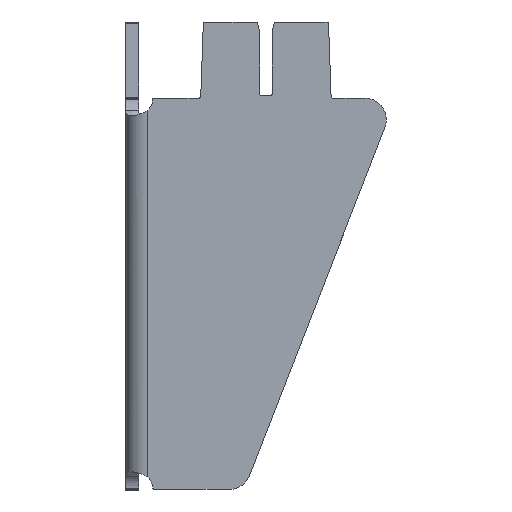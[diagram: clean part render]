
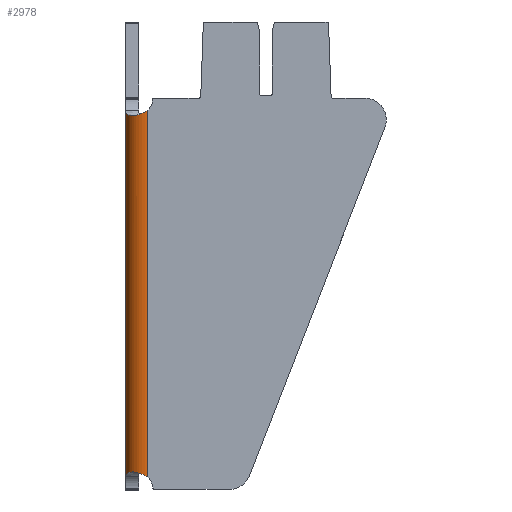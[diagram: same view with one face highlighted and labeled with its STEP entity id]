
A CAD part, top view. The second image highlights one B-rep face of the part: STEP entity #2978.
In plain terms, the highlighted cylindrical face has radius 5 mm (diameter 10 mm), a partial arc.
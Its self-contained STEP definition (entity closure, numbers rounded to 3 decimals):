
#67 = CARTESIAN_POINT ( 'NONE',  ( 42.749, 57.094, -5. ) ) ;
#80 = EDGE_LOOP ( 'NONE', ( #1648, #3348, #2524, #2413 ) ) ;
#195 = EDGE_CURVE ( 'NONE', #3500, #3603, #1998, .T. ) ;
#357 = DIRECTION ( 'NONE',  ( 0., -1., 0. ) ) ;
#546 = VECTOR ( 'NONE', #3285, 1000. ) ;
#592 = CARTESIAN_POINT ( 'NONE',  ( 46.425, 56.436, -0.134 ) ) ;
#651 = EDGE_CURVE ( 'NONE', #3603, #1815, #1460, .T. ) ;
#728 = VERTEX_POINT ( 'NONE', #67 ) ;
#881 = CARTESIAN_POINT ( 'NONE',  ( 44.698, -25.966, -0.985 ) ) ;
#1128 = CARTESIAN_POINT ( 'NONE',  ( 45.209, 56.06, -0.643 ) ) ;
#1184 = CARTESIAN_POINT ( 'NONE',  ( 46.456, -26.436, -0.127 ) ) ;
#1394 = CARTESIAN_POINT ( 'NONE',  ( 42.875, 56.436, -3.707 ) ) ;
#1411 = CARTESIAN_POINT ( 'NONE',  ( 42.749, -27.094, -5. ) ) ;
#1433 = DIRECTION ( 'NONE',  ( 0., 0., 1. ) ) ;
#1460 = B_SPLINE_CURVE_WITH_KNOTS ( 'NONE', 3,
 ( #1737, #3057, #1184, #2001, #881, #2554, #1972, #2803, #1693, #1411 ),
 .UNSPECIFIED., .F., .F.,
 ( 4, 2, 2, 2, 4 ),
 ( 0., 0.25, 0.5, 0.75, 1. ),
 .UNSPECIFIED. ) ;
#1469 = LINE ( 'NONE', #2417, #546 ) ;
#1471 = CARTESIAN_POINT ( 'NONE',  ( 42.749, -27.094, -5. ) ) ;
#1537 = EDGE_CURVE ( 'NONE', #728, #1815, #1469, .T. ) ;
#1648 = ORIENTED_EDGE ( 'NONE', *, *, #195, .F. ) ;
#1693 = CARTESIAN_POINT ( 'NONE',  ( 42.749, -26.718, -4.336 ) ) ;
#1696 = CARTESIAN_POINT ( 'NONE',  ( 42.749, 57.094, -5. ) ) ;
#1719 = FACE_OUTER_BOUND ( 'NONE', #80, .T. ) ;
#1737 = CARTESIAN_POINT ( 'NONE',  ( 47.749, -27.094, 0. ) ) ;
#1815 = VERTEX_POINT ( 'NONE', #1471 ) ;
#1874 = CARTESIAN_POINT ( 'NONE',  ( 44.655, 55.966, -1.018 ) ) ;
#1972 = CARTESIAN_POINT ( 'NONE',  ( 43.392, -26.06, -2.46 ) ) ;
#1998 = LINE ( 'NONE', #2815, #3208 ) ;
#2001 = CARTESIAN_POINT ( 'NONE',  ( 45.253, -26.06, -0.619 ) ) ;
#2263 = B_SPLINE_CURVE_WITH_KNOTS ( 'NONE', 3,
 ( #1696, #2791, #1394, #2625, #2610, #1874, #1128, #592, #3250, #2700 ),
 .UNSPECIFIED., .F., .F.,
 ( 4, 2, 2, 2, 4 ),
 ( 0., 0.25, 0.5, 0.75, 1. ),
 .UNSPECIFIED. ) ;
#2275 = CARTESIAN_POINT ( 'NONE',  ( 47.749, -69.421, -5. ) ) ;
#2413 = ORIENTED_EDGE ( 'NONE', *, *, #651, .F. ) ;
#2417 = CARTESIAN_POINT ( 'NONE',  ( 42.749, 75.308, -5. ) ) ;
#2524 = ORIENTED_EDGE ( 'NONE', *, *, #1537, .T. ) ;
#2554 = CARTESIAN_POINT ( 'NONE',  ( 43.767, -25.966, -1.906 ) ) ;
#2610 = CARTESIAN_POINT ( 'NONE',  ( 43.734, 55.966, -1.949 ) ) ;
#2625 = CARTESIAN_POINT ( 'NONE',  ( 43.368, 56.06, -2.504 ) ) ;
#2700 = CARTESIAN_POINT ( 'NONE',  ( 47.749, 57.094, 0. ) ) ;
#2716 = CARTESIAN_POINT ( 'NONE',  ( 47.749, -27.094, 0. ) ) ;
#2791 = CARTESIAN_POINT ( 'NONE',  ( 42.749, 56.718, -4.354 ) ) ;
#2803 = CARTESIAN_POINT ( 'NONE',  ( 42.883, -26.436, -3.676 ) ) ;
#2815 = CARTESIAN_POINT ( 'NONE',  ( 47.749, 75.308, 0. ) ) ;
#2952 = AXIS2_PLACEMENT_3D ( 'NONE', #2275, #3052, #1433 ) ;
#2978 = ADVANCED_FACE ( 'NONE', ( #1719 ), #3405, .T. ) ;
#3029 = CARTESIAN_POINT ( 'NONE',  ( 47.749, 57.094, 0. ) ) ;
#3052 = DIRECTION ( 'NONE',  ( 0., 1., 0. ) ) ;
#3057 = CARTESIAN_POINT ( 'NONE',  ( 47.103, -26.718, 0. ) ) ;
#3175 = EDGE_CURVE ( 'NONE', #728, #3500, #2263, .T. ) ;
#3208 = VECTOR ( 'NONE', #357, 1000. ) ;
#3250 = CARTESIAN_POINT ( 'NONE',  ( 47.085, 56.718, 0. ) ) ;
#3285 = DIRECTION ( 'NONE',  ( 0., -1., 0. ) ) ;
#3348 = ORIENTED_EDGE ( 'NONE', *, *, #3175, .F. ) ;
#3405 = CYLINDRICAL_SURFACE ( 'NONE', #2952, 5. ) ;
#3500 = VERTEX_POINT ( 'NONE', #3029 ) ;
#3603 = VERTEX_POINT ( 'NONE', #2716 ) ;
